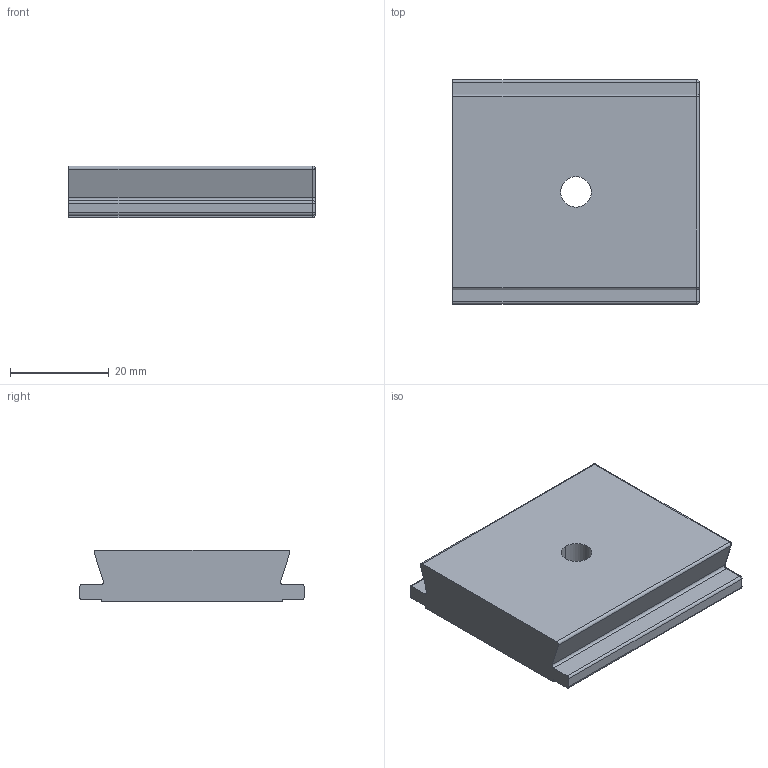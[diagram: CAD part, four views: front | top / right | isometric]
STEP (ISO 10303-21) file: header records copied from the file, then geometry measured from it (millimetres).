
FILE_DESCRIPTION (( 'STEP AP214' ), '1' );
FILE_NAME ('Beike Bk-03 quick release.STEP', '2015-10-20T23:34:36', ( '' ), ( '' ), 'SwSTEP 2.0', 'SolidWorks 2015', '' );
FILE_SCHEMA (( 'AUTOMOTIVE_DESIGN' ));
Length unit declared in the file: millimetre
Products named in the file (1): Beike Bk-03 quick release
Bounding box: 50 x 45.58 x 10.5 mm (x, y, z)
Volume: 20649.7 mm3; surface area: 6693.4 mm2
Topology: 1 solids, 1 shells, 44 faces, 108 edges, 60 vertices
Faces by surface type: cylinder 22, plane 14, sphere 6, torus 2
Entity records: 1252 total; most frequent: DIRECTION 224, CARTESIAN_POINT 215, ORIENTED_EDGE 200, EDGE_CURVE 100, AXIS2_PLACEMENT_3D 83, LINE 58, VECTOR 58, VERTEX_POINT 58
